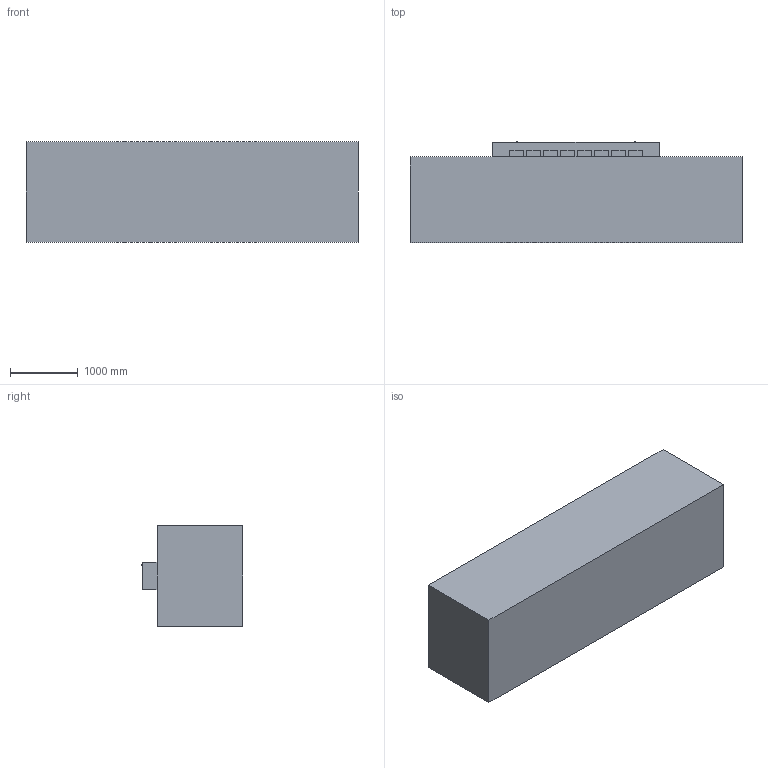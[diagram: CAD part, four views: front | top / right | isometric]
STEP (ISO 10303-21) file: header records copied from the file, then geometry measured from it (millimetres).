
FILE_DESCRIPTION (( 'STEP AP214' ), '1' );
FILE_NAME ('TWA_flat_v3_with_caps_plasma.STEP', '2024-02-08T20:57:23', ( '' ), ( '' ), 'SwSTEP 2.0', 'SolidWorks 2023', '' );
FILE_SCHEMA (( 'AUTOMOTIVE_DESIGN' ));
Length unit declared in the file: metre
Products named in the file (1): TWA_flat_v3_with_caps_plasma
Bounding box: 4890 x 1500 x 1485 mm (x, y, z)
Volume: 9385905838.1 mm3; surface area: 33548288.1 mm2
Topology: 1 solids, 1 shells, 77 faces, 192 edges, 128 vertices
Faces by surface type: plane 69, cylinder 8
Entity records: 2293 total; most frequent: CARTESIAN_POINT 398, ORIENTED_EDGE 384, DIRECTION 364, EDGE_CURVE 192, LINE 176, VECTOR 176, VERTEX_POINT 128, AXIS2_PLACEMENT_3D 94
